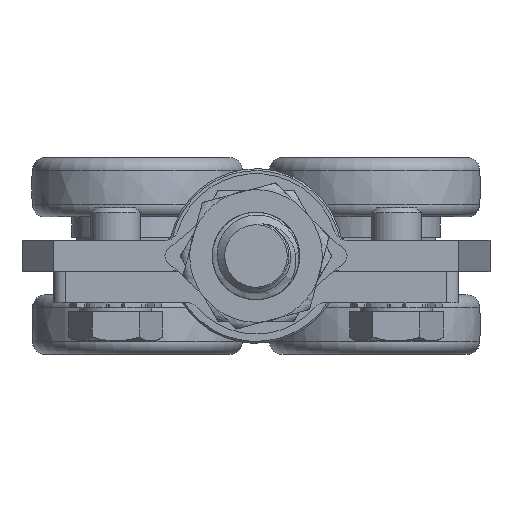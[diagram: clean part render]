
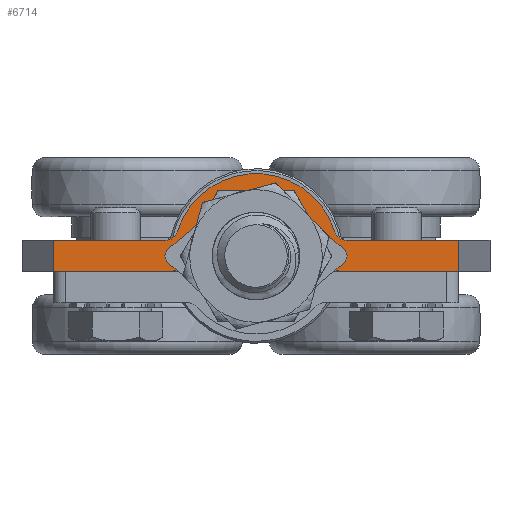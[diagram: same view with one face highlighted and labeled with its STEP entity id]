
A CAD part, front view. The second image highlights one B-rep face of the part: STEP entity #6714.
In plain terms, the highlighted planar face has unit normal (0, -1, 0).
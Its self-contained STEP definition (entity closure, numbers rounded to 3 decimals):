
#577=PLANE('',#7484);
#712=FACE_OUTER_BOUND('',#1091,.T.);
#1091=EDGE_LOOP('',(#4571,#4572,#4573,#4574,#4575,#4576,#4577,#4578,#4579,
#4580,#4581,#4582));
#1545=LINE('',#10577,#1931);
#1546=LINE('',#10579,#1932);
#1547=LINE('',#10581,#1933);
#1548=LINE('',#10589,#1934);
#1549=LINE('',#10591,#1935);
#1550=LINE('',#10592,#1936);
#1931=VECTOR('',#8406,10.);
#1932=VECTOR('',#8407,10.);
#1933=VECTOR('',#8408,10.);
#1934=VECTOR('',#8415,10.);
#1935=VECTOR('',#8416,10.);
#1936=VECTOR('',#8417,10.);
#2318=CIRCLE('',#7477,7.);
#2320=CIRCLE('',#7480,8.2);
#2322=CIRCLE('',#7483,7.);
#2323=CIRCLE('',#7485,2.);
#2324=CIRCLE('',#7486,13.2);
#2325=CIRCLE('',#7487,2.);
#2814=VERTEX_POINT('',#10558);
#2815=VERTEX_POINT('',#10560);
#2817=VERTEX_POINT('',#10566);
#2819=VERTEX_POINT('',#10572);
#2820=VERTEX_POINT('',#10576);
#2821=VERTEX_POINT('',#10578);
#2822=VERTEX_POINT('',#10580);
#2823=VERTEX_POINT('',#10582);
#2824=VERTEX_POINT('',#10584);
#2825=VERTEX_POINT('',#10586);
#2826=VERTEX_POINT('',#10588);
#2827=VERTEX_POINT('',#10590);
#3537=EDGE_CURVE('',#2815,#2814,#2318,.T.);
#3540=EDGE_CURVE('',#2817,#2815,#2320,.T.);
#3543=EDGE_CURVE('',#2819,#2817,#2322,.T.);
#3545=EDGE_CURVE('',#2814,#2820,#1545,.T.);
#3546=EDGE_CURVE('',#2820,#2821,#1546,.T.);
#3547=EDGE_CURVE('',#2821,#2822,#1547,.T.);
#3548=EDGE_CURVE('',#2823,#2822,#2323,.T.);
#3549=EDGE_CURVE('',#2823,#2824,#2324,.T.);
#3550=EDGE_CURVE('',#2825,#2824,#2325,.T.);
#3551=EDGE_CURVE('',#2825,#2826,#1548,.T.);
#3552=EDGE_CURVE('',#2827,#2826,#1549,.T.);
#3553=EDGE_CURVE('',#2827,#2819,#1550,.T.);
#4571=ORIENTED_EDGE('',*,*,#3543,.T.);
#4572=ORIENTED_EDGE('',*,*,#3540,.T.);
#4573=ORIENTED_EDGE('',*,*,#3537,.T.);
#4574=ORIENTED_EDGE('',*,*,#3545,.T.);
#4575=ORIENTED_EDGE('',*,*,#3546,.T.);
#4576=ORIENTED_EDGE('',*,*,#3547,.T.);
#4577=ORIENTED_EDGE('',*,*,#3548,.F.);
#4578=ORIENTED_EDGE('',*,*,#3549,.T.);
#4579=ORIENTED_EDGE('',*,*,#3550,.F.);
#4580=ORIENTED_EDGE('',*,*,#3551,.T.);
#4581=ORIENTED_EDGE('',*,*,#3552,.F.);
#4582=ORIENTED_EDGE('',*,*,#3553,.T.);
#6714=ADVANCED_FACE('',(#712),#577,.T.);
#7477=AXIS2_PLACEMENT_3D('',#10561,#8387,#8388);
#7480=AXIS2_PLACEMENT_3D('',#10567,#8394,#8395);
#7483=AXIS2_PLACEMENT_3D('',#10573,#8401,#8402);
#7484=AXIS2_PLACEMENT_3D('',#10575,#8404,#8405);
#7485=AXIS2_PLACEMENT_3D('',#10583,#8409,#8410);
#7486=AXIS2_PLACEMENT_3D('',#10585,#8411,#8412);
#7487=AXIS2_PLACEMENT_3D('',#10587,#8413,#8414);
#8387=DIRECTION('center_axis',(0.,-1.,0.));
#8388=DIRECTION('ref_axis',(0.955,0.,0.296));
#8394=DIRECTION('center_axis',(0.,1.,0.));
#8395=DIRECTION('ref_axis',(0.955,0.,0.296));
#8401=DIRECTION('center_axis',(0.,-1.,0.));
#8402=DIRECTION('ref_axis',(0.,0.,1.));
#8404=DIRECTION('center_axis',(0.,-1.,0.));
#8405=DIRECTION('ref_axis',(0.,0.,-1.));
#8406=DIRECTION('',(1.,0.,0.));
#8407=DIRECTION('',(0.,0.,1.));
#8408=DIRECTION('',(-1.,0.,0.));
#8409=DIRECTION('center_axis',(0.,-1.,0.));
#8410=DIRECTION('ref_axis',(-0.593,0.,-0.805));
#8411=DIRECTION('center_axis',(0.,-1.,0.));
#8412=DIRECTION('ref_axis',(0.982,0.,0.189));
#8413=DIRECTION('center_axis',(0.,-1.,0.));
#8414=DIRECTION('ref_axis',(0.593,0.,-0.805));
#8415=DIRECTION('',(-1.,0.,0.));
#8416=DIRECTION('',(0.,0.,1.));
#8417=DIRECTION('',(1.,0.,0.));
#10558=CARTESIAN_POINT('',(14.519,0.,-2.5));
#10560=CARTESIAN_POINT('',(7.832,0.,2.428));
#10561=CARTESIAN_POINT('Origin',(14.519,0.,
4.5));
#10566=CARTESIAN_POINT('',(-7.832,0.,2.428));
#10567=CARTESIAN_POINT('Origin',(0.,0.,0.));
#10572=CARTESIAN_POINT('',(-14.519,0.,-2.5));
#10573=CARTESIAN_POINT('Origin',(-14.519,0.,
4.5));
#10575=CARTESIAN_POINT('Origin',(-30.698,0.,
0.));
#10576=CARTESIAN_POINT('',(32.5,0.,-2.5));
#10577=CARTESIAN_POINT('',(-30.698,0.,-2.5));
#10578=CARTESIAN_POINT('',(32.5,0.,2.5));
#10579=CARTESIAN_POINT('',(32.5,0.,0.));
#10580=CARTESIAN_POINT('',(14.519,0.,2.5));
#10581=CARTESIAN_POINT('',(-37.5,0.,2.5));
#10582=CARTESIAN_POINT('',(12.608,0.,3.908));
#10583=CARTESIAN_POINT('Origin',(14.519,0.,
4.5));
#10584=CARTESIAN_POINT('',(-12.608,0.,3.908));
#10585=CARTESIAN_POINT('Origin',(0.,0.,0.));
#10586=CARTESIAN_POINT('',(-14.519,0.,2.5));
#10587=CARTESIAN_POINT('Origin',(-14.519,0.,
4.5));
#10588=CARTESIAN_POINT('',(-32.5,0.,2.5));
#10589=CARTESIAN_POINT('',(-37.5,0.,2.5));
#10590=CARTESIAN_POINT('',(-32.5,0.,-2.5));
#10591=CARTESIAN_POINT('',(-32.5,0.,0.));
#10592=CARTESIAN_POINT('',(-30.698,0.,-2.5));
